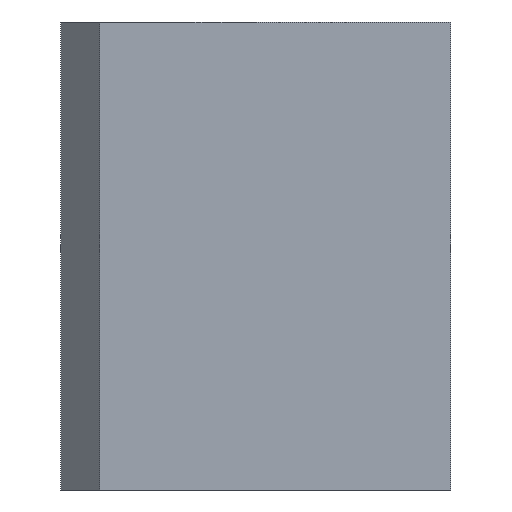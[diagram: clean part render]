
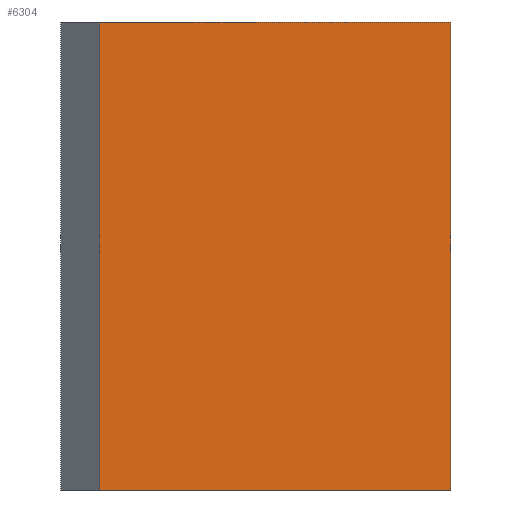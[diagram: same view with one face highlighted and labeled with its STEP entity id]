
A CAD part, left-side view. The second image highlights one B-rep face of the part: STEP entity #6304.
In plain terms, the highlighted planar face has unit normal (-1, 0, 0).
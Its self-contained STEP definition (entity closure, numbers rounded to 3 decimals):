
#56=PLANE('',#6716);
#422=FACE_OUTER_BOUND('',#780,.T.);
#780=EDGE_LOOP('',(#5635,#5636,#5637,#5638));
#1748=LINE('',#28725,#2045);
#1759=LINE('',#28759,#2056);
#1771=LINE('',#28805,#2068);
#1773=LINE('',#28808,#2070);
#2045=VECTOR('',#7700,10.);
#2056=VECTOR('',#7737,10.);
#2068=VECTOR('',#7797,10.);
#2070=VECTOR('',#7801,10.);
#2700=VERTEX_POINT('',#28723);
#2701=VERTEX_POINT('',#28724);
#2711=VERTEX_POINT('',#28757);
#2721=VERTEX_POINT('',#28803);
#3669=EDGE_CURVE('',#2700,#2701,#1748,.T.);
#3684=EDGE_CURVE('',#2711,#2700,#1759,.T.);
#3702=EDGE_CURVE('',#2721,#2711,#1771,.T.);
#3704=EDGE_CURVE('',#2701,#2721,#1773,.T.);
#5635=ORIENTED_EDGE('',*,*,#3702,.F.);
#5636=ORIENTED_EDGE('',*,*,#3704,.F.);
#5637=ORIENTED_EDGE('',*,*,#3669,.F.);
#5638=ORIENTED_EDGE('',*,*,#3684,.F.);
#6304=ADVANCED_FACE('',(#422),#56,.F.);
#6716=AXIS2_PLACEMENT_3D('',#28807,#7799,#7800);
#7700=DIRECTION('',(0.,0.,-1.));
#7737=DIRECTION('',(0.,-1.,0.));
#7797=DIRECTION('',(0.,0.,1.));
#7799=DIRECTION('center_axis',(1.,0.,0.));
#7800=DIRECTION('ref_axis',(0.,0.,-1.));
#7801=DIRECTION('',(0.,1.,0.));
#28723=CARTESIAN_POINT('',(0.,0.,36.));
#28724=CARTESIAN_POINT('',(0.,0.,0.));
#28725=CARTESIAN_POINT('',(0.,0.,18.));
#28757=CARTESIAN_POINT('',(0.,27.,36.));
#28759=CARTESIAN_POINT('',(0.,15.,36.));
#28803=CARTESIAN_POINT('',(0.,27.,0.));
#28805=CARTESIAN_POINT('',(0.,27.,18.));
#28807=CARTESIAN_POINT('Origin',(0.,15.,18.));
#28808=CARTESIAN_POINT('',(0.,15.,0.));
